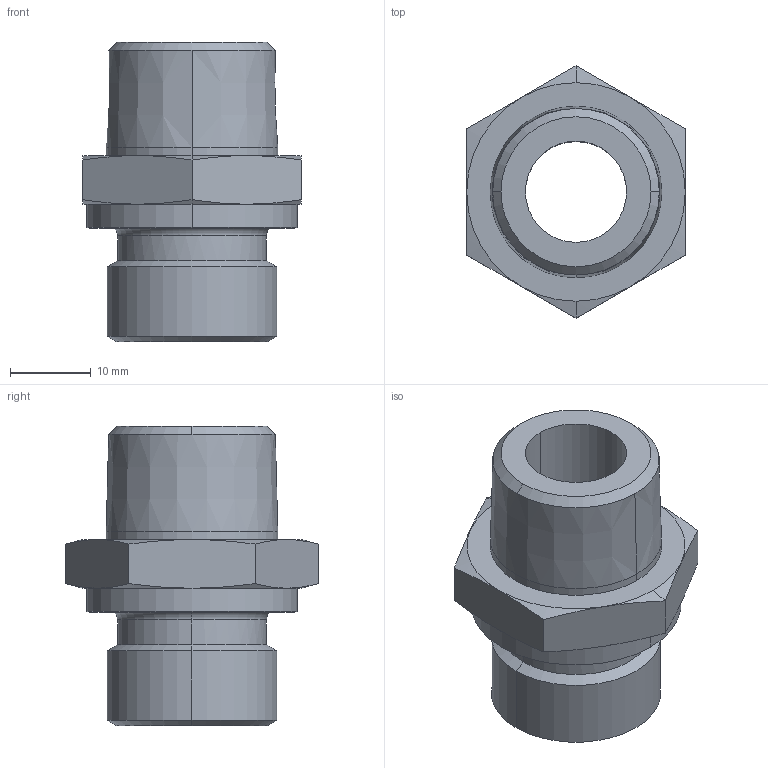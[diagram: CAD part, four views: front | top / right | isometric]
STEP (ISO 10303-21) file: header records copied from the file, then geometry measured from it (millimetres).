
FILE_DESCRIPTION(('Creo Elements/Direct Modeling STEP Export'),'2;1');
FILE_NAME('1050710-08-08-D-N_1_2BSPx1_2keg.stp','2017-03-30T10:05:29',(''),(''),'PTC Creo Elements/Direct Modeling STEP processor for AP214 (Solid Model)','PTC Creo Elements/Direct Modeling 19.0A 04-Oct-2014 (C) Parametric Technology GmbH','');
FILE_SCHEMA(('AUTOMOTIVE_DESIGN { 1 0 10303 214 1 1 1 1 }'));
Length unit declared in the file: millimetre
Products named in the file (1): D-N1_2BSPx1_2keg
Bounding box: 27 x 31.18 x 37 mm (x, y, z)
Volume: 9826 mm3; surface area: 5017.5 mm2
Topology: 1 solids, 1 shells, 95 faces, 235 edges, 147 vertices
Faces by surface type: plane 53, cone 30, cylinder 10, torus 2
Entity records: 3259 total; most frequent: CARTESIAN_POINT 1101, ORIENTED_EDGE 470, DIRECTION 374, EDGE_CURVE 235, VECTOR 154, LINE 154, VERTEX_POINT 147, AXIS2_PLACEMENT_3D 110
